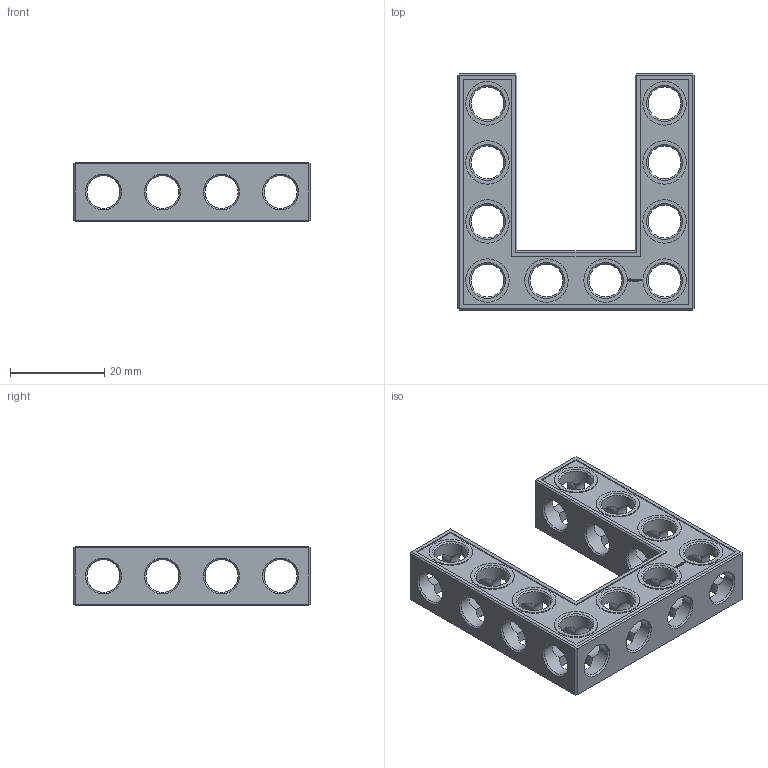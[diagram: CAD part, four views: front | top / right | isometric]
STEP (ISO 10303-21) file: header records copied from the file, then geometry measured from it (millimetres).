
FILE_DESCRIPTION(('FreeCAD Model'),'2;1');
FILE_NAME('Open CASCADE Shape Model','2022-02-23T00:04:34',( 'Paulo Kiefe'),('STEMFIE.org'),'Open CASCADE STEP processor 7.4', 'FreeCAD','Unknown');
FILE_SCHEMA(('AUTOMOTIVE_DESIGN { 1 0 10303 214 1 1 1 1 }'));
Products named in the file (1): Beam_AGD_ESS_USH_SYM_BU04x04x01_-_SPN-BEM-0322_(stemfie.org)
Bounding box: 50 x 50 x 12.5 mm (x, y, z)
Volume: 9770.5 mm3; surface area: 8880.6 mm2
Topology: 1 solids, 1 shells, 658 faces, 1880 edges, 1226 vertices
Faces by surface type: plane 385, extrusion 170, cylinder 61, cone 42
Full cylindrical faces by diameter (mm): 6.98 x10, 7 x41, 9.2 x10
Entity records: 76164 total; most frequent: CARTESIAN_POINT 40611, DIRECTION 5682, VECTOR 4260, LINE 4090, ORIENTED_EDGE 3760, PCURVE 3760, DEFINITIONAL_REPRESENTATION 3760, EDGE_CURVE 1880
